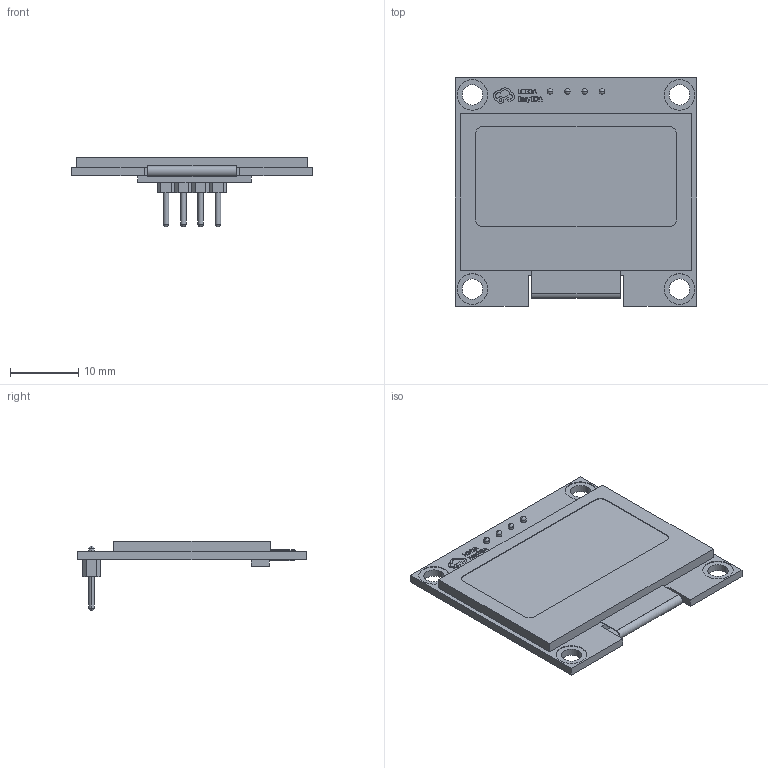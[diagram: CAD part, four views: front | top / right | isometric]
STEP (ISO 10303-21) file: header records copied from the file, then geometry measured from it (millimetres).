
FILE_DESCRIPTION (( 'STEP AP203' ), '1' );
FILE_NAME ('OLED-TH_L35.4-W33.5_HS13L03W2C01.STEP', '2024-08-19T08:08:52', ( 'PC' ), ( 'Microsoft' ), 'SwSTEP 2.0', 'SolidWorks 2020', '' );
FILE_SCHEMA (( 'CONFIG_CONTROL_DESIGN' ));
Length unit declared in the file: millimetre
Products named in the file (1): OLED-TH_L35.4-W33.5_HS13L03W2C01
Bounding box: 35.4 x 33.5 x 10.2 mm (x, y, z)
Volume: 2568.2 mm3; surface area: 2989.7 mm2
Topology: 1 solids, 1 shells, 340 faces, 933 edges, 614 vertices
Faces by surface type: plane 188, bspline 98, cylinder 38, sphere 16
Entity records: 11102 total; most frequent: CARTESIAN_POINT 3146, ORIENTED_EDGE 1802, DIRECTION 1279, EDGE_CURVE 901, LINE 609, VECTOR 609, VERTEX_POINT 598, EDGE_LOOP 385
